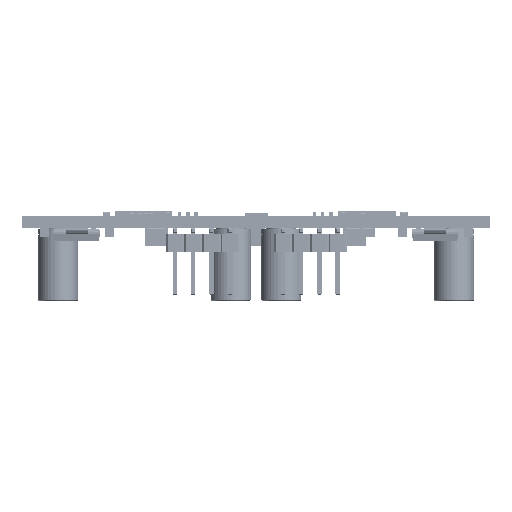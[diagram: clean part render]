
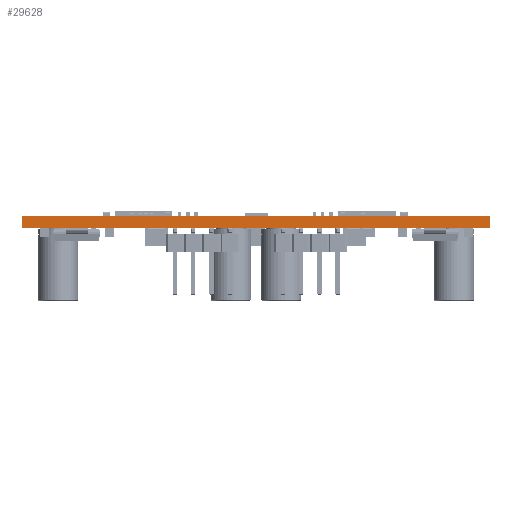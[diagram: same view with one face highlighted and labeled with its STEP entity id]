
A CAD part, left-side view. The second image highlights one B-rep face of the part: STEP entity #29628.
In plain terms, the highlighted planar face has unit normal (-1, 0, 0).
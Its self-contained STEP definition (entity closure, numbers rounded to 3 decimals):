
#29572 = VERTEX_POINT('',#29573);
#29573 = CARTESIAN_POINT('',(0.,0.,1.6));
#29579 = EDGE_CURVE('',#29580,#29572,#29582,.T.);
#29580 = VERTEX_POINT('',#29581);
#29581 = CARTESIAN_POINT('',(0.,-0.,0.));
#29582 = LINE('',#29583,#29584);
#29583 = CARTESIAN_POINT('',(0.,-0.,0.));
#29584 = VECTOR('',#29585,1.);
#29585 = DIRECTION('',(0.,0.,1.));
#29628 = ADVANCED_FACE('',(#29629),#29654,.T.);
#29629 = FACE_BOUND('',#29630,.T.);
#29630 = EDGE_LOOP('',(#29631,#29632,#29640,#29648));
#29631 = ORIENTED_EDGE('',*,*,#29579,.T.);
#29632 = ORIENTED_EDGE('',*,*,#29633,.T.);
#29633 = EDGE_CURVE('',#29572,#29634,#29636,.T.);
#29634 = VERTEX_POINT('',#29635);
#29635 = CARTESIAN_POINT('',(0.,65.,1.6));
#29636 = LINE('',#29637,#29638);
#29637 = CARTESIAN_POINT('',(0.,0.,1.6));
#29638 = VECTOR('',#29639,1.);
#29639 = DIRECTION('',(0.,1.,0.));
#29640 = ORIENTED_EDGE('',*,*,#29641,.F.);
#29641 = EDGE_CURVE('',#29642,#29634,#29644,.T.);
#29642 = VERTEX_POINT('',#29643);
#29643 = CARTESIAN_POINT('',(0.,65.,0.));
#29644 = LINE('',#29645,#29646);
#29645 = CARTESIAN_POINT('',(0.,65.,0.));
#29646 = VECTOR('',#29647,1.);
#29647 = DIRECTION('',(0.,0.,1.));
#29648 = ORIENTED_EDGE('',*,*,#29649,.F.);
#29649 = EDGE_CURVE('',#29580,#29642,#29650,.T.);
#29650 = LINE('',#29651,#29652);
#29651 = CARTESIAN_POINT('',(0.,-0.,0.));
#29652 = VECTOR('',#29653,1.);
#29653 = DIRECTION('',(0.,1.,0.));
#29654 = PLANE('',#29655);
#29655 = AXIS2_PLACEMENT_3D('',#29656,#29657,#29658);
#29656 = CARTESIAN_POINT('',(0.,0.,0.));
#29657 = DIRECTION('',(-1.,0.,0.));
#29658 = DIRECTION('',(0.,1.,0.));
